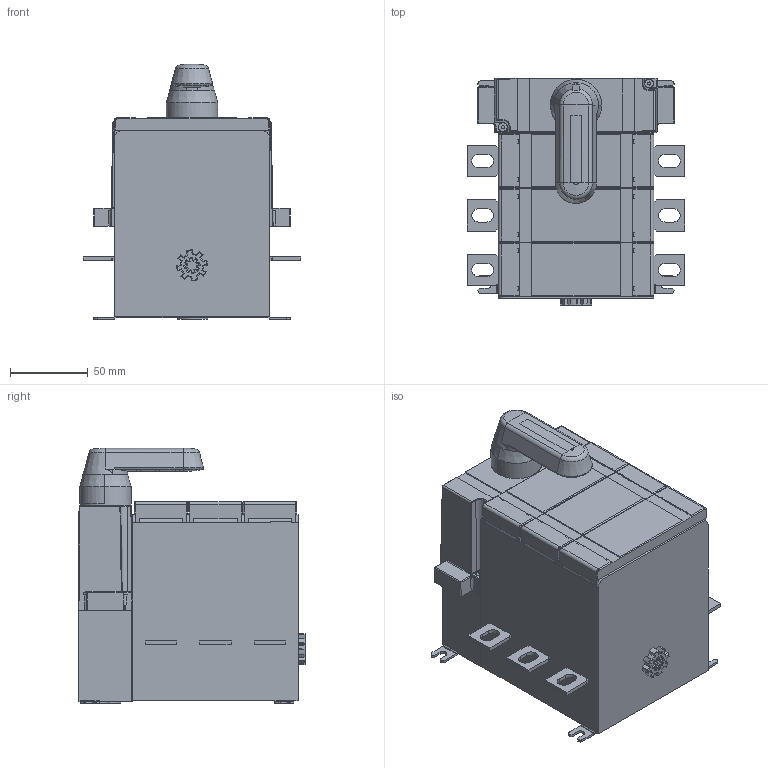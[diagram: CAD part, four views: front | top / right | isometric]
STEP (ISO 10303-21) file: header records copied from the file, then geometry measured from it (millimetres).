
FILE_DESCRIPTION((''),'2;1');
FILE_NAME('OS125GD03K_SW0001','2024-04-25T10:54:13',('FIANLEH10'),(''),'CREO PARAMETRIC BY PTC INC, 2022364','CREO PARAMETRIC BY PTC INC, 2022364','');
FILE_SCHEMA(('AUTOMOTIVE_DESIGN { 1 0 10303 214 1 1 1 1 }'));
Length unit declared in the file: millimetre
Products named in the file (1): OS125GD03K_SW0001
Bounding box: 140 x 146.35 x 164.39 mm (x, y, z)
Volume: 1848794.7 mm3; surface area: 123285.2 mm2
Topology: 1 solids, 1 shells, 762 faces, 2098 edges, 1350 vertices
Faces by surface type: plane 405, cylinder 231, cone 46, torus 42, bspline 24, sphere 9, extrusion 4, revolution 1
Entity records: 36317 total; most frequent: CARTESIAN_POINT 9720, ORIENTED_EDGE 4178, DIRECTION 3728, EDGE_CURVE 2089, VERTEX_POINT 1350, VECTOR 1256, LINE 1252, AXIS2_PLACEMENT_3D 1234
